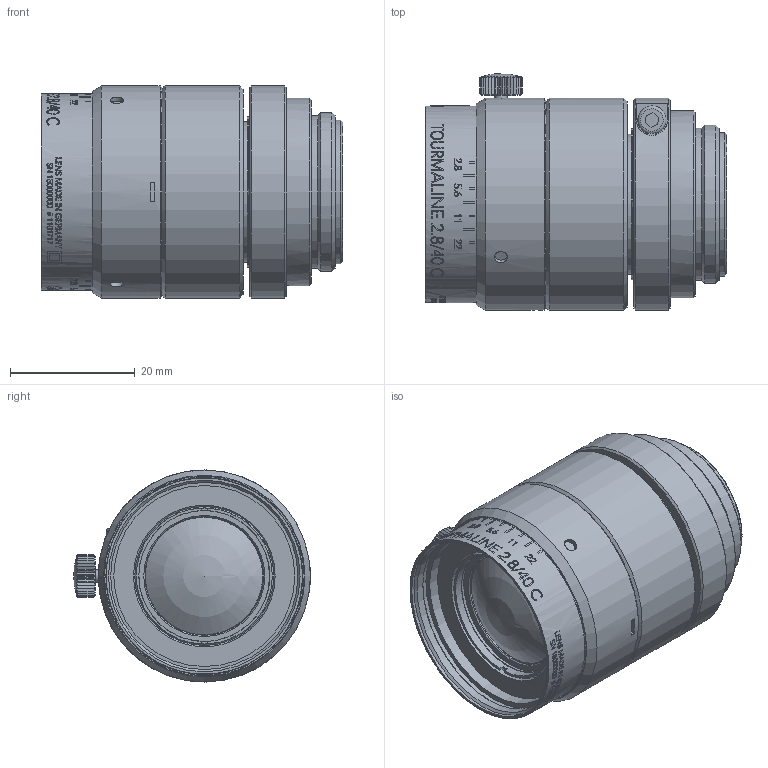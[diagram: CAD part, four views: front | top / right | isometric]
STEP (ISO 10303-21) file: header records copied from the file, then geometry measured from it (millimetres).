
FILE_DESCRIPTION(/* description */ (''),/* implementation_level */ '2;1');
FILE_NAME(/* name */ '1101717_00162895_003.stp',/* time_stamp */ '2021-09-28T16:16:21+02:00',/* author */ (''),/* organization */ (''),/* preprocessor_version */ 'ST-DEVELOPER v16',/* originating_system */ 'SIEMENS PLM Software NX 10.0',/* authorisation */ '');
FILE_SCHEMA (('AP203_CONFIGURATION_CONTROLLED_3D_DESIGN_OF_MECHANICAL_PARTS_AND_ASSEMBLIES_MIM_LF { 1 0 10303 403 2 1 2}'));
Length unit declared in the file: millimetre
Products named in the file (1): Froe4858AFF14t5n
Bounding box: 48.35 x 37.94 x 34 mm (x, y, z)
Volume: 29389.7 mm3; surface area: 12291.4 mm2
Topology: 1 solids, 4 shells, 485 faces, 1742 edges, 1381 vertices
Faces by surface type: cylinder 220, plane 205, cone 52, torus 5, sphere 3
Full cylindrical faces by diameter (mm): 1.6 x1, 2 x1, 2.05 x3, 2.5 x1, 19 x1, 20 x1, 21 x1, 21.5 x1, 21.8 x1, 22.5 x1, 22.7 x1, 23 x2, 23.1 x1, 24 x1, 24.4 x1, 25.4 x1, 29 x1, 30 x2, 30.7 x2, 31.5 x1, 31.51 x1, 32 x1, 34 x2
Entity records: 21663 total; most frequent: CARTESIAN_POINT 8045, ORIENTED_EDGE 3283, DIRECTION 2055, EDGE_CURVE 1657, VERTEX_POINT 1352, B_SPLINE_CURVE_WITH_KNOTS 901, AXIS2_PLACEMENT_3D 851, EDGE_LOOP 686
